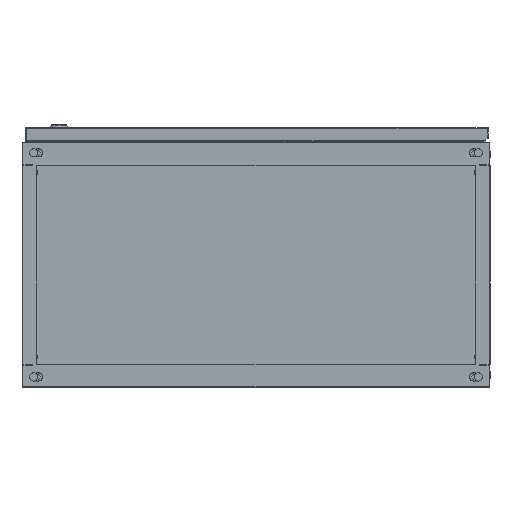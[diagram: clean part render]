
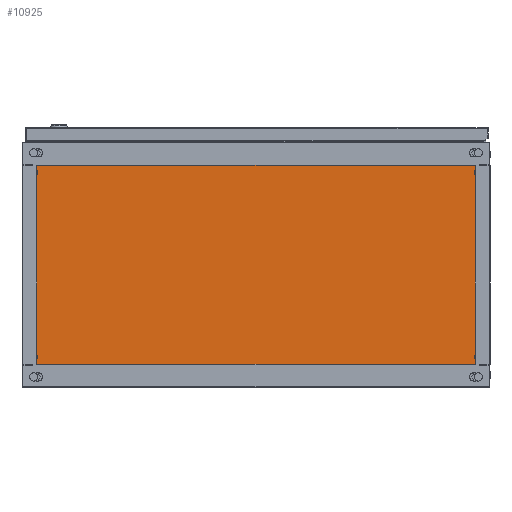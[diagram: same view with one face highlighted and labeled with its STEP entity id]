
A CAD part, front view. The second image highlights one B-rep face of the part: STEP entity #10925.
In plain terms, the highlighted planar face has unit normal (0, -1, 0).
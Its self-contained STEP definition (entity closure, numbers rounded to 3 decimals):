
#1844 = LINE ( 'NONE', #41368, #63576 ) ;
#5638 = ORIENTED_EDGE ( 'NONE', *, *, #48644, .F. ) ;
#10925 = ADVANCED_FACE ( 'NONE', ( #63786 ), #96262, .F. ) ;
#11653 = ORIENTED_EDGE ( 'NONE', *, *, #80500, .F. ) ;
#15153 = DIRECTION ( 'NONE',  ( 0., 0., -1. ) ) ;
#16734 = EDGE_CURVE ( 'NONE', #35957, #100521, #1844, .T. ) ;
#18947 = LINE ( 'NONE', #63412, #102199 ) ;
#19726 = VERTEX_POINT ( 'NONE', #70969 ) ;
#25570 = LINE ( 'NONE', #82281, #73544 ) ;
#28993 = VECTOR ( 'NONE', #58092, 1000. ) ;
#35957 = VERTEX_POINT ( 'NONE', #87211 ) ;
#40517 = DIRECTION ( 'NONE',  ( 0., 0., 1. ) ) ;
#41368 = CARTESIAN_POINT ( 'NONE',  ( -375., 1799., -170. ) ) ;
#48644 = EDGE_CURVE ( 'NONE', #19726, #35957, #25570, .T. ) ;
#55242 = CARTESIAN_POINT ( 'NONE',  ( -375., 1799., 170. ) ) ;
#56743 = LINE ( 'NONE', #81367, #28993 ) ;
#57409 = VERTEX_POINT ( 'NONE', #91564 ) ;
#58092 = DIRECTION ( 'NONE',  ( 1., 0., 0. ) ) ;
#63412 = CARTESIAN_POINT ( 'NONE',  ( 375., 1799., -170. ) ) ;
#63576 = VECTOR ( 'NONE', #97482, 1000. ) ;
#63786 = FACE_OUTER_BOUND ( 'NONE', #73817, .T. ) ;
#68925 = ORIENTED_EDGE ( 'NONE', *, *, #77838, .F. ) ;
#70969 = CARTESIAN_POINT ( 'NONE',  ( 375., 1799., -170. ) ) ;
#71490 = AXIS2_PLACEMENT_3D ( 'NONE', #96964, #97316, #40517 ) ;
#73544 = VECTOR ( 'NONE', #90067, 1000. ) ;
#73817 = EDGE_LOOP ( 'NONE', ( #100236, #5638, #68925, #11653 ) ) ;
#77838 = EDGE_CURVE ( 'NONE', #57409, #19726, #18947, .T. ) ;
#80500 = EDGE_CURVE ( 'NONE', #100521, #57409, #56743, .T. ) ;
#81367 = CARTESIAN_POINT ( 'NONE',  ( -375., 1799., 170. ) ) ;
#82281 = CARTESIAN_POINT ( 'NONE',  ( -375., 1799., -170. ) ) ;
#87211 = CARTESIAN_POINT ( 'NONE',  ( -375., 1799., -170. ) ) ;
#90067 = DIRECTION ( 'NONE',  ( -1., 0., 0. ) ) ;
#91564 = CARTESIAN_POINT ( 'NONE',  ( 375., 1799., 170. ) ) ;
#96262 = PLANE ( 'NONE',  #71490 ) ;
#96964 = CARTESIAN_POINT ( 'NONE',  ( 0., 1799., 0. ) ) ;
#97316 = DIRECTION ( 'NONE',  ( 0., 1., 0. ) ) ;
#97482 = DIRECTION ( 'NONE',  ( 0., 0., 1. ) ) ;
#100236 = ORIENTED_EDGE ( 'NONE', *, *, #16734, .F. ) ;
#100521 = VERTEX_POINT ( 'NONE', #55242 ) ;
#102199 = VECTOR ( 'NONE', #15153, 1000. ) ;
